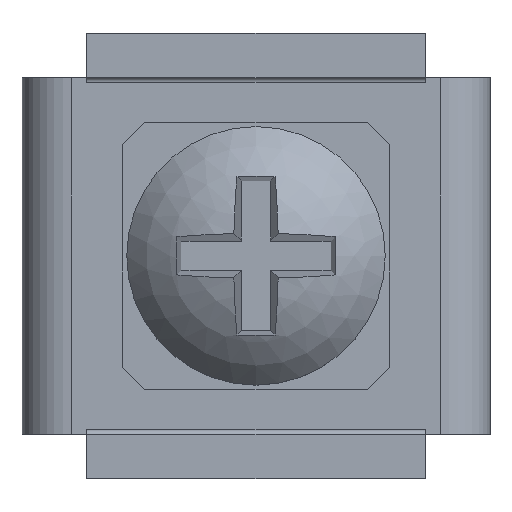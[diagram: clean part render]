
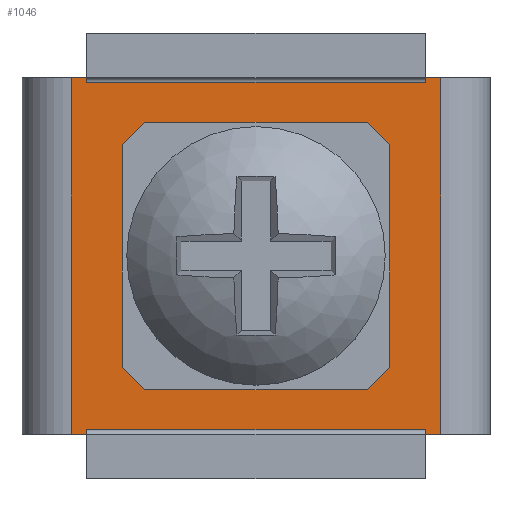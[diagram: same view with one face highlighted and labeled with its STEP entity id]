
A CAD part, top view. The second image highlights one B-rep face of the part: STEP entity #1046.
In plain terms, the highlighted planar face has unit normal (0, 0, 1).
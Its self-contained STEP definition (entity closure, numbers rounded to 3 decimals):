
#200 = VERTEX_POINT('',#201);
#201 = CARTESIAN_POINT('',(4.15,-4.,1.));
#332 = VERTEX_POINT('',#333);
#333 = CARTESIAN_POINT('',(4.15,4.,1.));
#374 = VERTEX_POINT('',#375);
#375 = CARTESIAN_POINT('',(-4.15,4.,1.));
#380 = EDGE_CURVE('',#374,#381,#383,.T.);
#381 = VERTEX_POINT('',#382);
#382 = CARTESIAN_POINT('',(-3.8,4.,1.));
#383 = LINE('',#384,#385);
#384 = CARTESIAN_POINT('',(-6.75,4.,1.));
#385 = VECTOR('',#386,1.);
#386 = DIRECTION('',(1.,0.,0.));
#470 = VERTEX_POINT('',#471);
#471 = CARTESIAN_POINT('',(-3.8,-4.,1.));
#477 = EDGE_CURVE('',#470,#478,#480,.T.);
#478 = VERTEX_POINT('',#479);
#479 = CARTESIAN_POINT('',(-4.15,-4.,1.));
#480 = LINE('',#481,#482);
#481 = CARTESIAN_POINT('',(-3.8,-4.,1.));
#482 = VECTOR('',#483,1.);
#483 = DIRECTION('',(-1.,0.,0.));
#656 = VERTEX_POINT('',#657);
#657 = CARTESIAN_POINT('',(3.8,4.,1.));
#663 = EDGE_CURVE('',#656,#332,#664,.T.);
#664 = LINE('',#665,#666);
#665 = CARTESIAN_POINT('',(3.8,4.,1.));
#666 = VECTOR('',#667,1.);
#667 = DIRECTION('',(1.,0.,0.));
#696 = EDGE_CURVE('',#200,#697,#699,.T.);
#697 = VERTEX_POINT('',#698);
#698 = CARTESIAN_POINT('',(3.8,-4.,1.));
#699 = LINE('',#700,#701);
#700 = CARTESIAN_POINT('',(6.75,-4.,1.));
#701 = VECTOR('',#702,1.);
#702 = DIRECTION('',(-1.,0.,0.));
#719 = EDGE_CURVE('',#720,#720,#722,.T.);
#720 = VERTEX_POINT('',#721);
#721 = CARTESIAN_POINT('',(1.75,0.,1.));
#722 = CIRCLE('',#723,1.75);
#723 = AXIS2_PLACEMENT_3D('',#724,#725,#726);
#724 = CARTESIAN_POINT('',(0.,0.,1.));
#725 = DIRECTION('',(0.,0.,1.));
#726 = DIRECTION('',(1.,0.,0.));
#768 = EDGE_CURVE('',#200,#332,#769,.T.);
#769 = LINE('',#770,#771);
#770 = CARTESIAN_POINT('',(4.15,-4.,1.));
#771 = VECTOR('',#772,1.);
#772 = DIRECTION('',(0.,1.,0.));
#1046 = ADVANCED_FACE('',(#1047,#1104),#1107,.T.);
#1047 = FACE_BOUND('',#1048,.T.);
#1048 = EDGE_LOOP('',(#1049,#1050,#1056,#1057,#1065,#1073,#1079,#1080,
    #1081,#1082,#1090,#1098));
#1049 = ORIENTED_EDGE('',*,*,#380,.F.);
#1050 = ORIENTED_EDGE('',*,*,#1051,.T.);
#1051 = EDGE_CURVE('',#374,#478,#1052,.T.);
#1052 = LINE('',#1053,#1054);
#1053 = CARTESIAN_POINT('',(-4.15,-4.,1.));
#1054 = VECTOR('',#1055,1.);
#1055 = DIRECTION('',(-0.,-1.,-0.));
#1056 = ORIENTED_EDGE('',*,*,#477,.F.);
#1057 = ORIENTED_EDGE('',*,*,#1058,.F.);
#1058 = EDGE_CURVE('',#1059,#470,#1061,.T.);
#1059 = VERTEX_POINT('',#1060);
#1060 = CARTESIAN_POINT('',(-3.8,-3.9,1.));
#1061 = LINE('',#1062,#1063);
#1062 = CARTESIAN_POINT('',(-3.8,-3.9,1.));
#1063 = VECTOR('',#1064,1.);
#1064 = DIRECTION('',(0.,-1.,0.));
#1065 = ORIENTED_EDGE('',*,*,#1066,.F.);
#1066 = EDGE_CURVE('',#1067,#1059,#1069,.T.);
#1067 = VERTEX_POINT('',#1068);
#1068 = CARTESIAN_POINT('',(3.8,-3.9,1.));
#1069 = LINE('',#1070,#1071);
#1070 = CARTESIAN_POINT('',(-3.8,-3.9,1.));
#1071 = VECTOR('',#1072,1.);
#1072 = DIRECTION('',(-1.,-0.,-0.));
#1073 = ORIENTED_EDGE('',*,*,#1074,.T.);
#1074 = EDGE_CURVE('',#1067,#697,#1075,.T.);
#1075 = LINE('',#1076,#1077);
#1076 = CARTESIAN_POINT('',(3.8,-3.9,1.));
#1077 = VECTOR('',#1078,1.);
#1078 = DIRECTION('',(0.,-1.,0.));
#1079 = ORIENTED_EDGE('',*,*,#696,.F.);
#1080 = ORIENTED_EDGE('',*,*,#768,.T.);
#1081 = ORIENTED_EDGE('',*,*,#663,.F.);
#1082 = ORIENTED_EDGE('',*,*,#1083,.F.);
#1083 = EDGE_CURVE('',#1084,#656,#1086,.T.);
#1084 = VERTEX_POINT('',#1085);
#1085 = CARTESIAN_POINT('',(3.8,3.9,1.));
#1086 = LINE('',#1087,#1088);
#1087 = CARTESIAN_POINT('',(3.8,3.9,1.));
#1088 = VECTOR('',#1089,1.);
#1089 = DIRECTION('',(0.,1.,0.));
#1090 = ORIENTED_EDGE('',*,*,#1091,.T.);
#1091 = EDGE_CURVE('',#1084,#1092,#1094,.T.);
#1092 = VERTEX_POINT('',#1093);
#1093 = CARTESIAN_POINT('',(-3.8,3.9,1.));
#1094 = LINE('',#1095,#1096);
#1095 = CARTESIAN_POINT('',(-3.8,3.9,1.));
#1096 = VECTOR('',#1097,1.);
#1097 = DIRECTION('',(-1.,-0.,-0.));
#1098 = ORIENTED_EDGE('',*,*,#1099,.T.);
#1099 = EDGE_CURVE('',#1092,#381,#1100,.T.);
#1100 = LINE('',#1101,#1102);
#1101 = CARTESIAN_POINT('',(-3.8,3.9,1.));
#1102 = VECTOR('',#1103,1.);
#1103 = DIRECTION('',(0.,1.,0.));
#1104 = FACE_BOUND('',#1105,.T.);
#1105 = EDGE_LOOP('',(#1106));
#1106 = ORIENTED_EDGE('',*,*,#719,.F.);
#1107 = PLANE('',#1108);
#1108 = AXIS2_PLACEMENT_3D('',#1109,#1110,#1111);
#1109 = CARTESIAN_POINT('',(0.,0.,1.));
#1110 = DIRECTION('',(0.,0.,1.));
#1111 = DIRECTION('',(1.,0.,0.));
